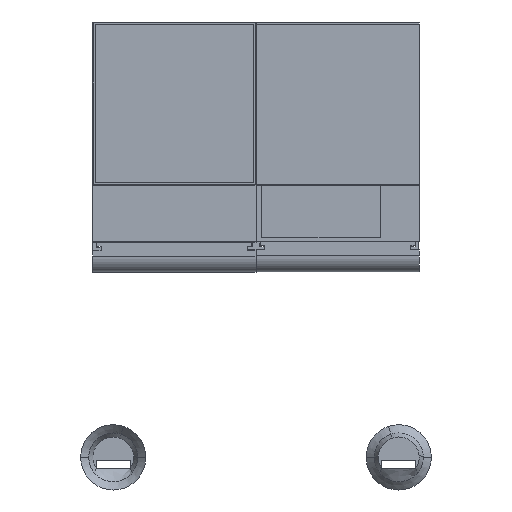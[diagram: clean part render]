
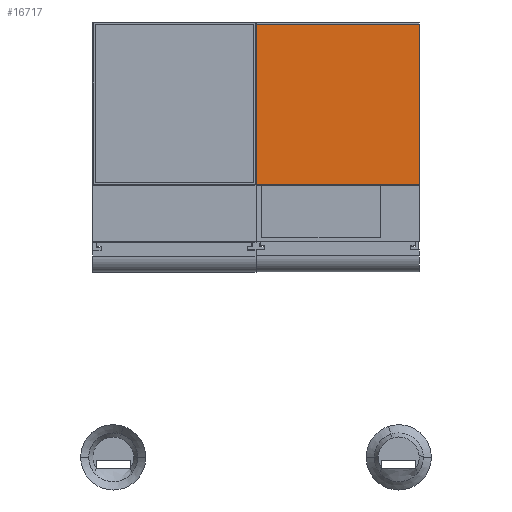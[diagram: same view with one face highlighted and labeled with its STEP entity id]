
A CAD part, left-side view. The second image highlights one B-rep face of the part: STEP entity #16717.
In plain terms, the highlighted face is planar.
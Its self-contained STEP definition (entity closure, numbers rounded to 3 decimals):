
#16459=CARTESIAN_POINT('Vertex',(198.,100.,35.)) ;
#16462=CARTESIAN_POINT('Line Origine',(198.,0.,35.)) ;
#16466=CARTESIAN_POINT('Vertex',(198.,-100.,35.)) ;
#16527=CARTESIAN_POINT('Line Origine',(99.,-100.,35.)) ;
#16531=CARTESIAN_POINT('Vertex',(0.,-100.,35.)) ;
#16558=CARTESIAN_POINT('Line Origine',(0.,0.,35.)) ;
#16562=CARTESIAN_POINT('Vertex',(0.,100.,35.)) ;
#16629=CARTESIAN_POINT('Line Origine',(99.,100.,35.)) ;
#16706=CARTESIAN_POINT('Axis2P3D Location',(0.,-100.,35.)) ;
#16463=DIRECTION('Vector Direction',(0.,1.,0.)) ;
#16528=DIRECTION('Vector Direction',(1.,0.,0.)) ;
#16559=DIRECTION('Vector Direction',(0.,1.,0.)) ;
#16630=DIRECTION('Vector Direction',(1.,0.,0.)) ;
#16707=DIRECTION('Axis2P3D Direction',(0.,0.,-1.)) ;
#16708=DIRECTION('Axis2P3D XDirection',(0.,1.,0.)) ;
#16709=AXIS2_PLACEMENT_3D('Plane Axis2P3D',#16706,#16707,#16708) ;
#16712=ORIENTED_EDGE('',*,*,#16468,.T.) ;
#16713=ORIENTED_EDGE('',*,*,#16633,.F.) ;
#16714=ORIENTED_EDGE('',*,*,#16564,.F.) ;
#16715=ORIENTED_EDGE('',*,*,#16533,.T.) ;
#16464=VECTOR('Line Direction',#16463,1.) ;
#16529=VECTOR('Line Direction',#16528,1.) ;
#16560=VECTOR('Line Direction',#16559,1.) ;
#16631=VECTOR('Line Direction',#16630,1.) ;
#16717=ADVANCED_FACE('PartBody',(#16716),#16710,.F.) ;
#16468=EDGE_CURVE('',#16467,#16460,#16465,.T.) ;
#16533=EDGE_CURVE('',#16532,#16467,#16530,.T.) ;
#16564=EDGE_CURVE('',#16532,#16563,#16561,.T.) ;
#16633=EDGE_CURVE('',#16563,#16460,#16632,.T.) ;
#16711=EDGE_LOOP('',(#16712,#16713,#16714,#16715)) ;
#16716=FACE_OUTER_BOUND('',#16711,.T.) ;
#16465=LINE('Line',#16462,#16464) ;
#16530=LINE('Line',#16527,#16529) ;
#16561=LINE('Line',#16558,#16560) ;
#16632=LINE('Line',#16629,#16631) ;
#16710=PLANE('Plane',#16709) ;
#16460=VERTEX_POINT('',#16459) ;
#16467=VERTEX_POINT('',#16466) ;
#16532=VERTEX_POINT('',#16531) ;
#16563=VERTEX_POINT('',#16562) ;
